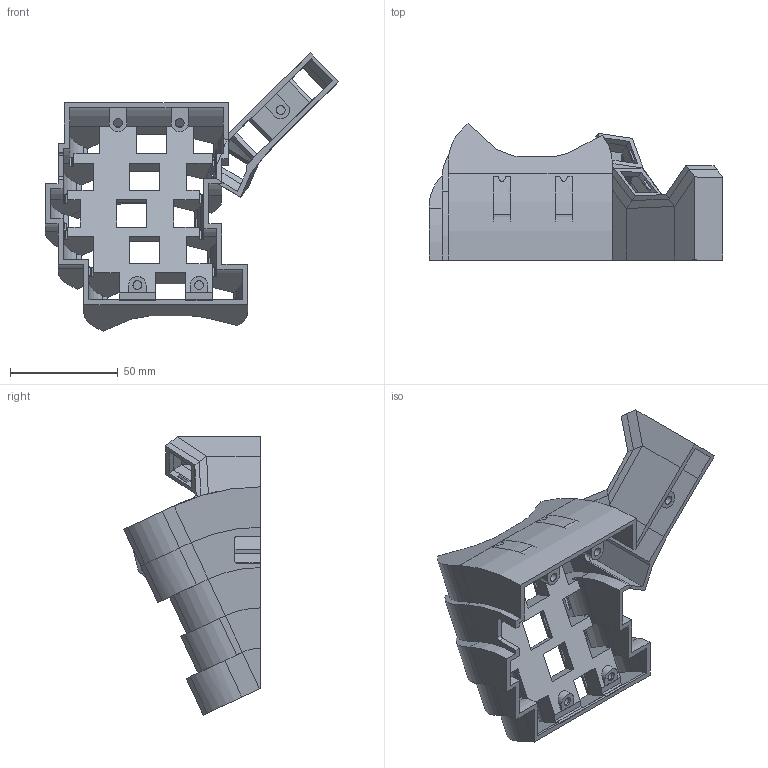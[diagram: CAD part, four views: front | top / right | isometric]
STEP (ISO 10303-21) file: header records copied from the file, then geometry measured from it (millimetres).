
FILE_DESCRIPTION(/* description */ (''),/* implementation_level */ '2;1');
FILE_NAME(/* name */ 'case.step',/* time_stamp */ '2023-12-13T21:15:19+01:00',/* author */ (''),/* organization */ (''),/* preprocessor_version */ 'ST-DEVELOPER v20',/* originating_system */ 'Autodesk Translation Framework v12.14.0.127',/* authorisation */ '');
FILE_SCHEMA (('AUTOMOTIVE_DESIGN { 1 0 10303 214 3 1 1 }'));
Length unit declared in the file: millimetre
Products named in the file (5): CustomKeyboard; ThumbFrame; Frame1; Frame2; Frame3
Assembly tree (4 placements, depth 3):
  CustomKeyboard
    ThumbFrame
      Frame1
      Frame2
      Frame3
Bounding box: 136.15 x 63.28 x 128.86 mm (x, y, z)
Volume: 85428.9 mm3; surface area: 65575.7 mm2
Topology: 11 solids, 11 shells, 580 faces, 1561 edges, 1021 vertices
Faces by surface type: plane 476, cylinder 83, bspline 21
Full cylindrical faces by diameter (mm): 4.1 x7
Entity records: 18490 total; most frequent: CARTESIAN_POINT 3636, ORIENTED_EDGE 3122, DIRECTION 2870, EDGE_CURVE 1561, LINE 1362, VECTOR 1362, VERTEX_POINT 1021, AXIS2_PLACEMENT_3D 754
